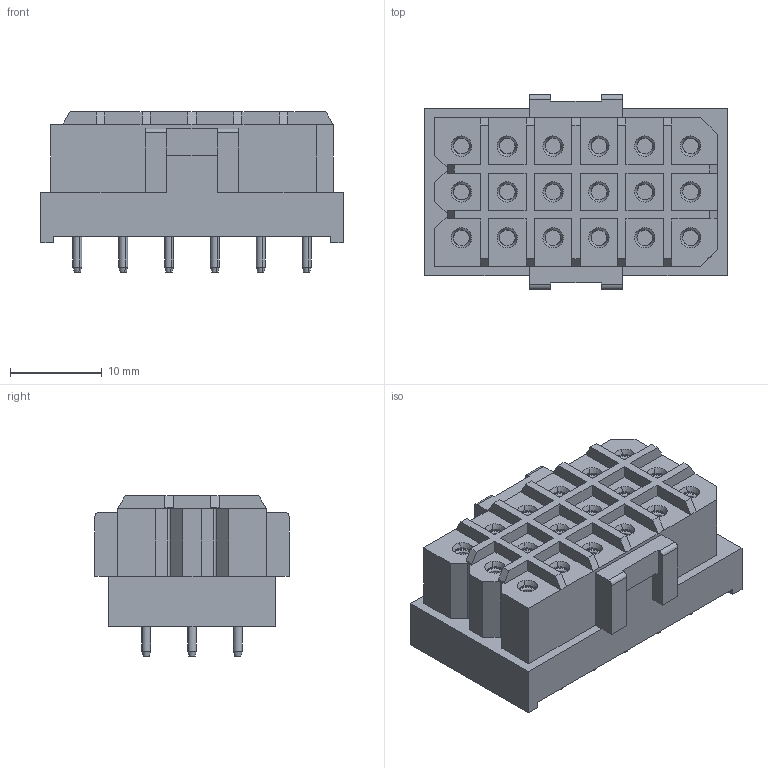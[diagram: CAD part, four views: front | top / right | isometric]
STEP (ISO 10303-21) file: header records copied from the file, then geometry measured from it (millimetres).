
FILE_DESCRIPTION(('CATIA V5 STEP Exchange','CAx-IF Rec.Pracs.--- Model Styling and Organization---1.2---2011-12-15'),'2;1');
FILE_NAME ('D1452044_0_1444300000_1444300000.stp','2018-09-20T17:35:34+00:00',('none'),('Weidmueller'),'CATIA Version 5-6 Release 2014','CATIA V5 STEP AP214','none');
FILE_SCHEMA(('AUTOMOTIVE_DESIGN { 1 0 10303 214 1 1 1 1 }'));
Length unit declared in the file: millimetre
Products named in the file (1): 1444300000
Bounding box: 33 x 21.2 x 17.5 mm (x, y, z)
Volume: 6529 mm3; surface area: 7499.1 mm2
Topology: 19 solids, 19 shells, 716 faces, 1524 edges, 922 vertices
Faces by surface type: cylinder 258, plane 242, cone 144, torus 72
Entity records: 16469 total; most frequent: ORIENTED_EDGE 3048, CARTESIAN_POINT 2760, DIRECTION 2114, EDGE_CURVE 1524, AXIS2_PLACEMENT_3D 1064, VERTEX_POINT 922, EDGE_LOOP 828, CIRCLE 766
